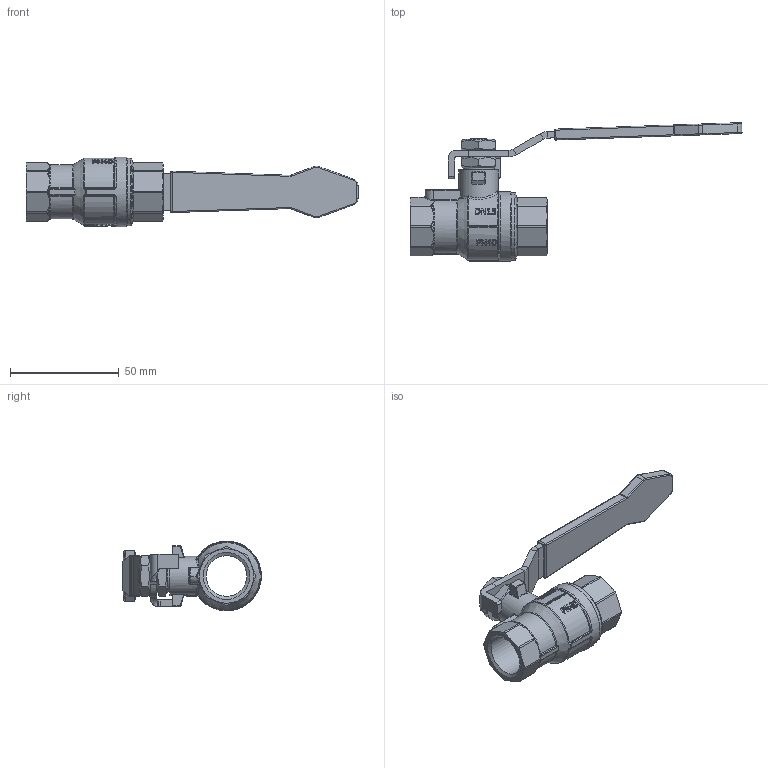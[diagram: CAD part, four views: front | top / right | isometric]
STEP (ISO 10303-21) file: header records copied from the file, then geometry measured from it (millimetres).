
FILE_DESCRIPTION (( 'STEP AP214' ), '1' );
FILE_NAME ('DVGW-K2-012-G16-4 2212.STEP', '2022-12-05T10:24:47', ( '' ), ( '' ), 'SwSTEP 2.0', 'SolidWorks 2019', '' );
FILE_SCHEMA (( 'AUTOMOTIVE_DESIGN' ));
Length unit declared in the file: millimetre
Products named in the file (1): DVGW-K2-012-G16-4 2212
Bounding box: 152.52 x 63.72 x 31.97 mm (x, y, z)
Volume: 37875.2 mm3; surface area: 18050.8 mm2
Topology: 1 solids, 1 shells, 979 faces, 2480 edges, 1519 vertices
Faces by surface type: bspline 380, plane 327, cylinder 170, torus 43, cone 38, sphere 21
Full cylindrical faces by diameter (mm): 14.229 x1, 18 x1, 18.631 x1, 31 x1, 32 x1
Entity records: 79154 total; most frequent: CARTESIAN_POINT 48487, ORIENTED_EDGE 4824, DIRECTION 2835, EDGE_CURVE 2412, VERTEX_POINT 1511, B_SPLINE_CURVE_WITH_KNOTS 1070, EDGE_LOOP 1057, FACE_OUTER_BOUND 985
